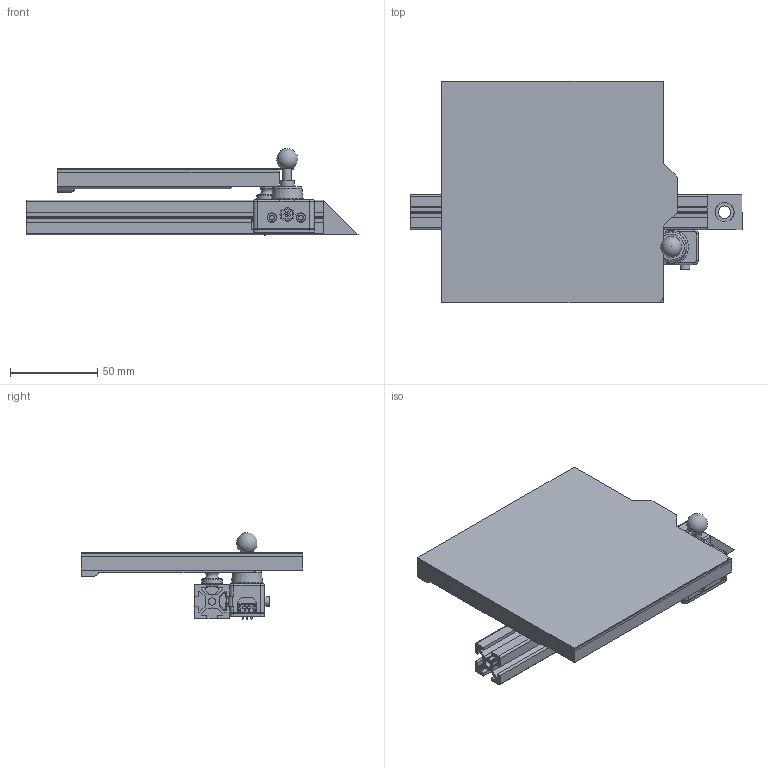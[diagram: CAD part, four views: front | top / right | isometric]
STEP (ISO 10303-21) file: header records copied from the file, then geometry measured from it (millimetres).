
FILE_DESCRIPTION(/* description */ (''),/* implementation_level */ '2;1');
FILE_NAME(/* name */ 'Sexball_Probe.step',/* time_stamp */ '2025-10-30T17:23:58+11:00',/* author */ (''),/* organization */ (''),/* preprocessor_version */ 'ST-DEVELOPER v20.1',/* originating_system */ 'Autodesk Translation Framework v14.17.0.0',/* authorisation */ '');
FILE_SCHEMA (('AUTOMOTIVE_DESIGN { 1 0 10303 214 3 1 1 }'));
Length unit declared in the file: millimetre
Products named in the file (32): Calibration Probe; Endstop Block; Switch PCB; Omron_D2F_F; JST - XH - Thru (R) - 3Pin - 2.54mm; M2x10 STS; M2x10 STS_1; M2x10 STS_2; M3x25 SHCS; M3x20 SHCS; M3x20 SHCS_1; Hammerhead Nuts; hammerhead nut v1; hammerhead nut v1 (1); Shaft; Ball; 8x10x5mm Bushing; Voron_2.4r2_Assembly (4); Bed Components; 10in Bed; 10in MIC6 Plate; Magnet Sheet; Flex Sheet; Bed heater; M4 Knurled Nut DIN 466-B; M3x16 SHCS (2); M5x16 BHCS (21); 2020 Drop-in T-nut, M3; Frame; Bed Supports; HFSB5-2020-370-TPW (9); 90deg Corner (OpenBuilds)
Assembly tree (31 placements, depth 5):
  Calibration Probe
    Endstop Block
    Switch PCB
      Omron_D2F_F
      JST - XH - Thru (R) - 3Pin - 2.54mm
    M2x10 STS
      M2x10 STS_1
      M2x10 STS_2
    M3x25 SHCS
      M3x20 SHCS
      M3x20 SHCS_1
    Hammerhead Nuts
      hammerhead nut v1
      hammerhead nut v1 (1)
    Shaft
    Ball
    8x10x5mm Bushing
    Voron_2.4r2_Assembly (4)
      Bed Components
        10in Bed
          10in MIC6 Plate
          Magnet Sheet
          Flex Sheet
          Bed heater
          M4 Knurled Nut DIN 466-B
          M3x16 SHCS (2)
      M5x16 BHCS (21)
      2020 Drop-in T-nut, M3
    Frame
      Bed Supports
        HFSB5-2020-370-TPW (9)
        90deg Corner (OpenBuilds)
Bounding box: 190 x 127 x 49.58 mm (x, y, z)
Volume: 226681.3 mm3; surface area: 166985.9 mm2
Topology: 23 solids, 44 shells, 928 faces, 2259 edges, 1447 vertices
Faces by surface type: plane 560, cylinder 179, bspline 106, cone 60, torus 13, sphere 10
Full cylindrical faces by diameter (mm): 1.28 x22, 1.6 x2, 2 x1, 2.2 x18, 3 x5, 3.086 x1, 3.4 x2, 3.75 x2, 4 x2, 4.2 x1, 4.234 x1, 5 x4, 5.12 x1, 5.5 x4, 6.5 x1, 7.14 x2, 8 x3, 9.5 x1, 11 x2, 12 x1
Entity records: 35231 total; most frequent: CARTESIAN_POINT 13063, ORIENTED_EDGE 4514, DIRECTION 4093, EDGE_CURVE 2257, LINE 1535, VECTOR 1535, VERTEX_POINT 1447, AXIS2_PLACEMENT_3D 1279
